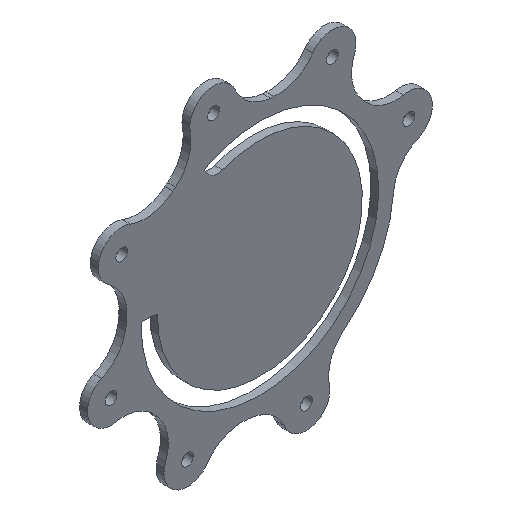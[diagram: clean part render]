
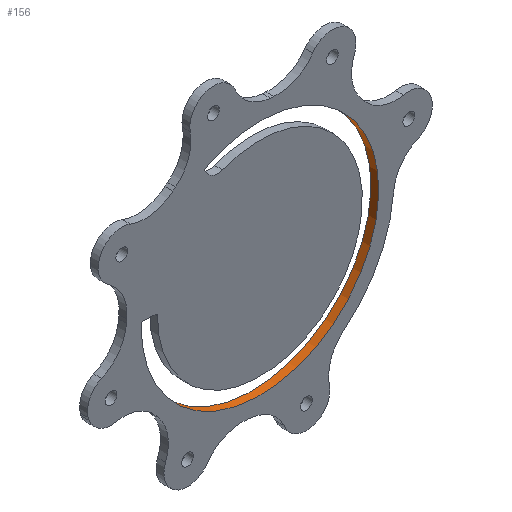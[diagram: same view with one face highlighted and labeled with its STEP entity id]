
A CAD part, isometric view. The second image highlights one B-rep face of the part: STEP entity #156.
In plain terms, the highlighted cylindrical face has radius 45.25 mm (diameter 90.5 mm), a partial arc.
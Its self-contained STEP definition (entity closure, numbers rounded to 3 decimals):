
#71=CYLINDRICAL_SURFACE('',#1042,45.25);
#110=FACE_OUTER_BOUND('',#355,.T.);
#156=ADVANCED_FACE('',(#110),#71,.F.);
#207=LINE('',#1606,#253);
#211=LINE('',#1612,#257);
#253=VECTOR('',#1333,1.);
#257=VECTOR('',#1341,1.);
#355=EDGE_LOOP('',(#602,#603,#604,#605));
#602=ORIENTED_EDGE('',*,*,#791,.T.);
#603=ORIENTED_EDGE('',*,*,#829,.F.);
#604=ORIENTED_EDGE('',*,*,#745,.F.);
#605=ORIENTED_EDGE('',*,*,#833,.T.);
#655=VERTEX_POINT('',#1432);
#656=VERTEX_POINT('',#1433);
#700=VERTEX_POINT('',#1523);
#702=VERTEX_POINT('',#1526);
#745=EDGE_CURVE('',#655,#656,#871,.T.);
#791=EDGE_CURVE('',#702,#700,#912,.T.);
#829=EDGE_CURVE('',#656,#700,#207,.T.);
#833=EDGE_CURVE('',#655,#702,#211,.T.);
#871=CIRCLE('',#954,45.25);
#912=CIRCLE('',#996,45.25);
#954=AXIS2_PLACEMENT_3D('',#1431,#1124,#1125);
#996=AXIS2_PLACEMENT_3D('',#1525,#1213,#1214);
#1042=AXIS2_PLACEMENT_3D('',#1614,#1344,#1345);
#1124=DIRECTION('',(0.,1.,0.));
#1125=DIRECTION('',(0.225,0.,-0.974));
#1213=DIRECTION('',(0.,1.,0.));
#1214=DIRECTION('',(-0.046,0.,-0.999));
#1333=DIRECTION('',(0.,1.,0.));
#1341=DIRECTION('',(0.,1.,0.));
#1344=DIRECTION('',(0.,-1.,0.));
#1345=DIRECTION('',(-0.046,0.,-0.999));
#1431=CARTESIAN_POINT('',(55.,29.95,4.215));
#1432=CARTESIAN_POINT('',(33.743,29.95,44.161));
#1433=CARTESIAN_POINT('',(9.777,29.95,5.779));
#1523=CARTESIAN_POINT('',(9.777,32.95,5.779));
#1525=CARTESIAN_POINT('',(55.,32.95,4.215));
#1526=CARTESIAN_POINT('',(33.743,32.95,44.161));
#1606=CARTESIAN_POINT('',(9.777,45.45,5.779));
#1612=CARTESIAN_POINT('',(33.743,45.45,44.161));
#1614=CARTESIAN_POINT('',(55.,45.45,4.215));
